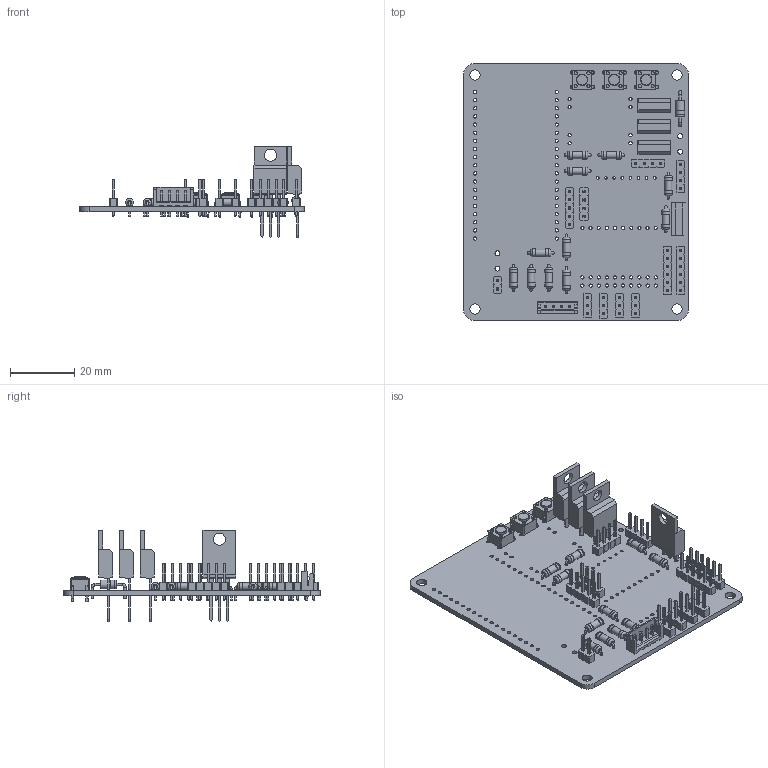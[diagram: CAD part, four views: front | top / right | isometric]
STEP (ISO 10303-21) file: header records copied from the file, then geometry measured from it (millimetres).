
FILE_DESCRIPTION(('KiCad electronic assembly'),'2;1');
FILE_NAME('KIBO V1.step','2024-06-23T01:47:23',('Pcbnew'),('Kicad'), 'Open CASCADE STEP processor 7.7','KiCad to STEP converter','Unknown' );
FILE_SCHEMA(('AUTOMOTIVE_DESIGN { 1 0 10303 214 1 1 1 1 }'));
Length unit declared in the file: millimetre
Products named in the file (22): KIBO V1 1; R_Axial_DIN0207_L6.3mm_D2.5mm_P7.62mm_Horizontal; R_Axial_DIN0207_L63mm_D25mm_P762mm_Horizontal; PinHeader_1x06_P2.54mm_Vertical; PinHeader_1x06_P254mm_Vertical; TO-220-3_Vertical; PinHeader_1x03_P2.54mm_Vertical; PinHeader_1x03_P254mm_Vertical; PinHeader_1x05_P2.54mm_Vertical; PinHeader_1x05_P254mm_Vertical; D_DO-41_SOD81_P10.16mm_Horizontal; PinHeader_1x04_P2.54mm_Vertical; PinHeader_1x04_P254mm_Vertical; PinHeader_1x02_P2.54mm_Vertical; PinHeader_1x02_P254mm_Vertical; SW_PUSH_6mm; JST_EH_B4B-EH-A_1x04_P2.50mm_Vertical; JST_B4B_EH_A; KIBO V1_PCB
Assembly tree (42 placements, depth 3):
  KIBO V1 1
    R_Axial_DIN0207_L6.3mm_D2.5mm_P7.62mm_Horizontal  x11
      R_Axial_DIN0207_L63mm_D25mm_P762mm_Horizontal
    PinHeader_1x06_P2.54mm_Vertical  x2
      PinHeader_1x06_P254mm_Vertical
    TO-220-3_Vertical  x4
      TO-220-3_Vertical
    PinHeader_1x03_P2.54mm_Vertical  x4
      PinHeader_1x03_P254mm_Vertical
    PinHeader_1x05_P2.54mm_Vertical
      PinHeader_1x05_P254mm_Vertical
    D_DO-41_SOD81_P10.16mm_Horizontal
      D_DO-41_SOD81_P10.16mm_Horizontal
    PinHeader_1x04_P2.54mm_Vertical  x3
      PinHeader_1x04_P254mm_Vertical
    PinHeader_1x02_P2.54mm_Vertical
      PinHeader_1x02_P254mm_Vertical
    SW_PUSH_6mm  x3
      SW_PUSH_6mm
    JST_EH_B4B-EH-A_1x04_P2.50mm_Vertical
      JST_B4B_EH_A
    KIBO V1_PCB
Bounding box: 70 x 80 x 28.52 mm (x, y, z)
Volume: 12359.2 mm3; surface area: 18770.4 mm2
Topology: 32 solids, 32 shells, 2086 faces, 5128 edges, 3263 vertices
Faces by surface type: plane 1657, cylinder 380, torus 49
Full cylindrical faces by diameter (mm): 0.6 x22, 0.8 x34, 0.95 x4, 1 x93, 1.02 x38, 1.1 x26, 1.55 x4, 2.25 x11, 2.5 x22, 2.7 x2, 2.72 x1, 3.2 x4, 3.5 x3, 3.735 x4
Entity records: 37213 total; most frequent: CARTESIAN_POINT 5578, DIRECTION 5152, ORIENTED_EDGE 5120, EDGE_CURVE 2560, LINE 2062, VECTOR 2062, VERTEX_POINT 1637, AXIS2_PLACEMENT_3D 1545
